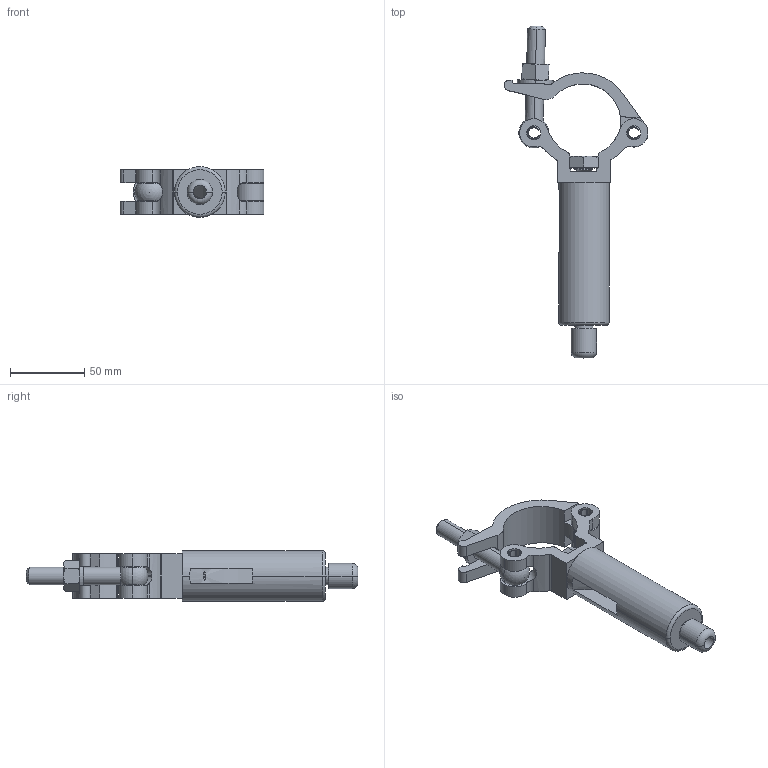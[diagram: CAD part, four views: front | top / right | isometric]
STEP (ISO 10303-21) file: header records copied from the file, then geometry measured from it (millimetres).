
FILE_DESCRIPTION (( 'STEP AP214' ), '1' );
FILE_NAME ('T37664.STEP', '2023-06-08T10:00:31', ( '' ), ( '' ), 'SwSTEP 2.0', 'SolidWorks 2022', '' );
FILE_SCHEMA (( 'AUTOMOTIVE_DESIGN' ));
Length unit declared in the file: millimetre
Products named in the file (13): TH2005_TH2005 - 30MM WIDE; T37657; A Washer_Bright washer BS 4320 - M12 (Form A); Hex Screw GradeC_Doughty Fastners_ISO 4018 - M12 x 20-WS; TH257_TH384; Hex Nut Style 1 GradeAB_Doughty Fastners_Hexagon Nut ISO - 4032 - M12 - D - S; TH640_TH642; TH2006_TH2006 - 30MM WIDE; T37664; T78005; T37663; TH566; F791
Assembly tree (13 placements, depth 3):
  T37664
    TH640_TH642
      TH2006_TH2006 - 30MM WIDE
    TH257_TH384
      TH2005_TH2005 - 30MM WIDE
    F791  x2
    T78005
      TH566
      A Washer_Bright washer BS 4320 - M12 (Form A)
      Hex Nut Style 1 GradeAB_Doughty Fastners_Hexagon Nut ISO - 4032 - M12 - D - S
    Hex Screw GradeC_Doughty Fastners_ISO 4018 - M12 x 20-WS
    T37663
    T37657
Bounding box: 96.7 x 222.95 x 34 mm (x, y, z)
Volume: 146220.1 mm3; surface area: 50139.1 mm2
Topology: 10 solids, 10 shells, 337 faces, 825 edges, 508 vertices
Faces by surface type: cylinder 135, cone 116, plane 77, torus 6, sphere 3
Entity records: 10524 total; most frequent: CARTESIAN_POINT 2028, DIRECTION 1798, ORIENTED_EDGE 1564, EDGE_CURVE 782, AXIS2_PLACEMENT_3D 734, VERTEX_POINT 482, CIRCLE 394, EDGE_LOOP 348
